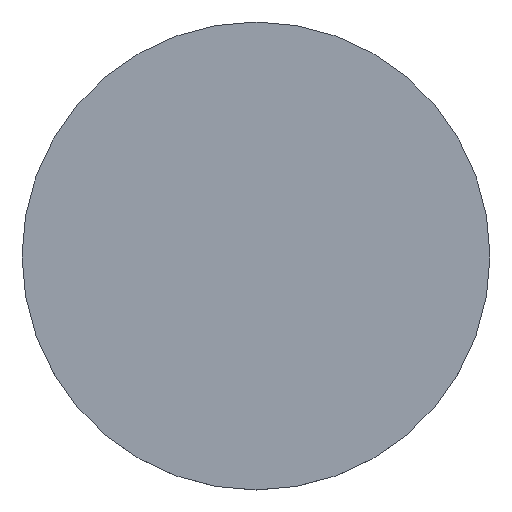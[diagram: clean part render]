
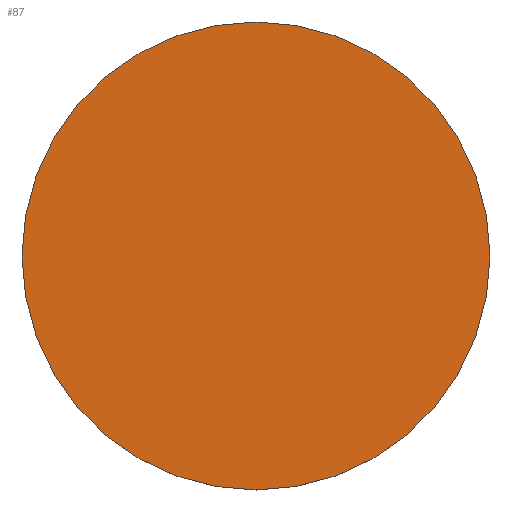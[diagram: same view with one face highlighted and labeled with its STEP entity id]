
A CAD part, top view. The second image highlights one B-rep face of the part: STEP entity #87.
In plain terms, the highlighted planar face has unit normal (0, 0, 1).
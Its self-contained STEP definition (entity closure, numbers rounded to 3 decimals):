
#10 = AXIS2_PLACEMENT_3D ( 'NONE', #148, #132, #27 ) ;
#26 = DIRECTION ( 'NONE',  ( 1., 0., 0. ) ) ;
#27 = DIRECTION ( 'NONE',  ( 1., 0., 0. ) ) ;
#48 = AXIS2_PLACEMENT_3D ( 'NONE', #205, #63, #223 ) ;
#63 = DIRECTION ( 'NONE',  ( 0., 0., -1. ) ) ;
#74 = EDGE_CURVE ( 'NONE', #83, #96, #181, .T. ) ;
#79 = DIRECTION ( 'NONE',  ( 0., 0., 1. ) ) ;
#80 = CIRCLE ( 'NONE', #48, 19.05 ) ;
#83 = VERTEX_POINT ( 'NONE', #188 ) ;
#87 = ADVANCED_FACE ( 'NONE', ( #140 ), #105, .T. ) ;
#96 = VERTEX_POINT ( 'NONE', #222 ) ;
#105 = PLANE ( 'NONE',  #109 ) ;
#109 = AXIS2_PLACEMENT_3D ( 'NONE', #185, #79, #26 ) ;
#132 = DIRECTION ( 'NONE',  ( 0., 0., -1. ) ) ;
#140 = FACE_OUTER_BOUND ( 'NONE', #173, .T. ) ;
#148 = CARTESIAN_POINT ( 'NONE',  ( 0., 0., 4. ) ) ;
#154 = ORIENTED_EDGE ( 'NONE', *, *, #155, .F. ) ;
#155 = EDGE_CURVE ( 'NONE', #96, #83, #80, .T. ) ;
#173 = EDGE_LOOP ( 'NONE', ( #193, #154 ) ) ;
#181 = CIRCLE ( 'NONE', #10, 19.05 ) ;
#185 = CARTESIAN_POINT ( 'NONE',  ( 0., 39.066, 4. ) ) ;
#188 = CARTESIAN_POINT ( 'NONE',  ( 19.05, 0., 4. ) ) ;
#193 = ORIENTED_EDGE ( 'NONE', *, *, #74, .F. ) ;
#205 = CARTESIAN_POINT ( 'NONE',  ( 0., 0., 4. ) ) ;
#222 = CARTESIAN_POINT ( 'NONE',  ( -19.05, 0., 4. ) ) ;
#223 = DIRECTION ( 'NONE',  ( 1., 0., 0. ) ) ;
